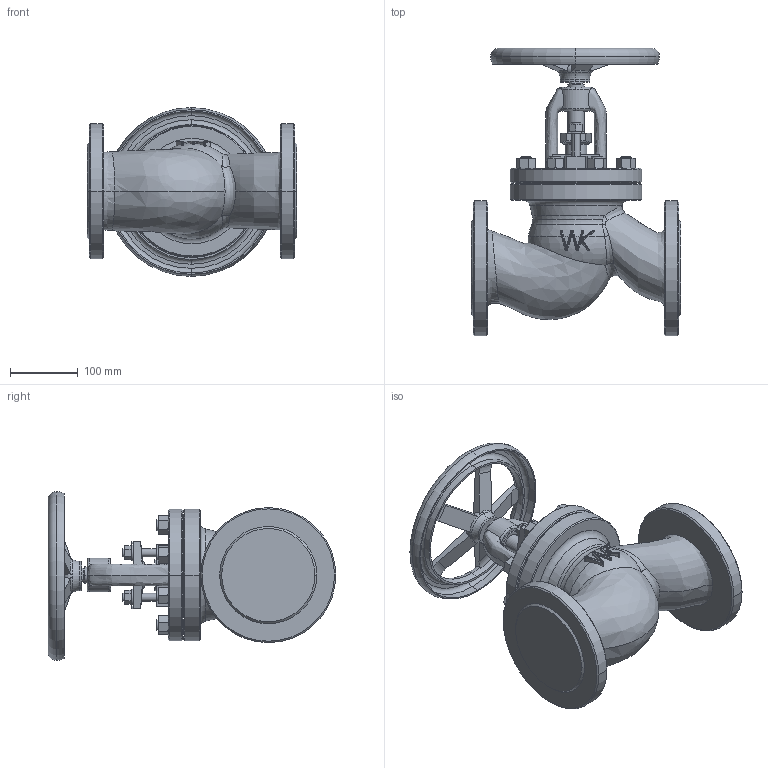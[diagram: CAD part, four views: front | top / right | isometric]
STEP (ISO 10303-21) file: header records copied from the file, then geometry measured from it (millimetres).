
FILE_DESCRIPTION (( 'STEP AP214' ), '1' );
FILE_NAME ('218 DN80 usproszczony.STEP', '2015-06-25T06:52:21', ( '' ), ( '' ), 'SwSTEP 2.0', 'SolidWorks 2015', '' );
FILE_SCHEMA (( 'AUTOMOTIVE_DESIGN' ));
Length unit declared in the file: millimetre
Products named in the file (1): 218 DN80 usproszczony
Bounding box: 310 x 425.95 x 250 mm (x, y, z)
Volume: 6934664.6 mm3; surface area: 517710.3 mm2
Topology: 1 solids, 1 shells, 533 faces, 1327 edges, 812 vertices
Faces by surface type: plane 210, cylinder 139, cone 93, torus 42, bspline 29, sphere 20
Entity records: 28966 total; most frequent: CARTESIAN_POINT 12476, ORIENTED_EDGE 2624, DIRECTION 2405, EDGE_CURVE 1312, AXIS2_PLACEMENT_3D 971, VERTEX_POINT 812, EDGE_LOOP 598, ADVANCED_FACE 533
